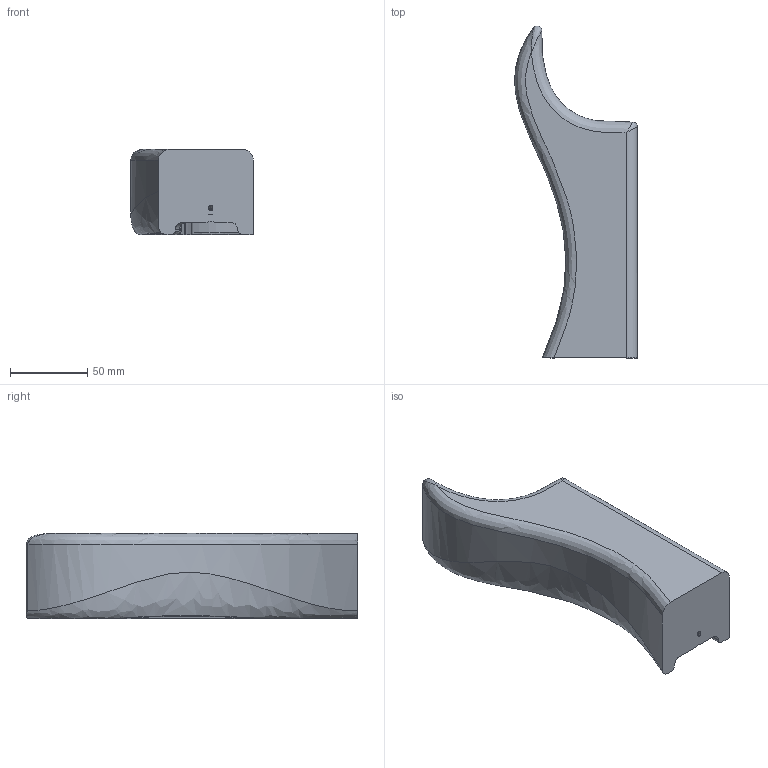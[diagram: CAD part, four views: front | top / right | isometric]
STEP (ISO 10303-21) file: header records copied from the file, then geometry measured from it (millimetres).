
FILE_DESCRIPTION(/* description */ ('STEP AP242','CAx-IF Rec.Pracs.---Representation and Presentation of Product Manufacturing Information (PMI)---4.0---2014-10-13','CAx-IF Rec.Pracs.---3D Tessellated Geometry---0.4---2014-09-14','2;1'),/* implementation_level */ '2;1');
FILE_NAME(/* name */ 'BC Rich - Top Fang',/* time_stamp */ '2025-02-06T01:27:06Z',/* author */ (''),/* organization */ (''),/* preprocessor_version */ 'ST-DEVELOPER v20',/* originating_system */ 'ONSHAPE BY PTC INC, 1.193',/* authorisation */ ' ');
FILE_SCHEMA (('AP242_MANAGED_MODEL_BASED_3D_ENGINEERING_MIM_LF { 1 0 10303 442 1 1 4 }'));
Length unit declared in the file: metre
Products named in the file (1): Top Fang
Bounding box: 79.21 x 214.58 x 55 mm (x, y, z)
Volume: 242666.2 mm3; surface area: 64180.8 mm2
Topology: 1 solids, 1 shells, 160 faces, 422 edges, 256 vertices
Faces by surface type: bspline 83, cylinder 44, plane 27, torus 4, sphere 2
Full cylindrical faces by diameter (mm): 3 x1, 5.5 x3, 10 x3
Entity records: 7685 total; most frequent: CARTESIAN_POINT 4495, ORIENTED_EDGE 794, DIRECTION 456, EDGE_CURVE 397, VERTEX_POINT 249, B_SPLINE_CURVE_WITH_KNOTS 206, AXIS2_PLACEMENT_3D 187, EDGE_LOOP 178
